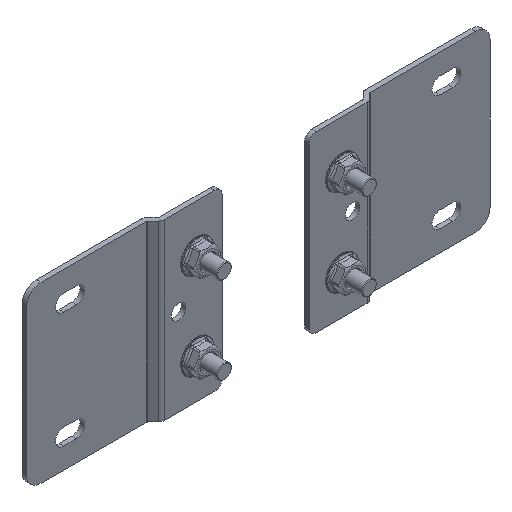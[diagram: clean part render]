
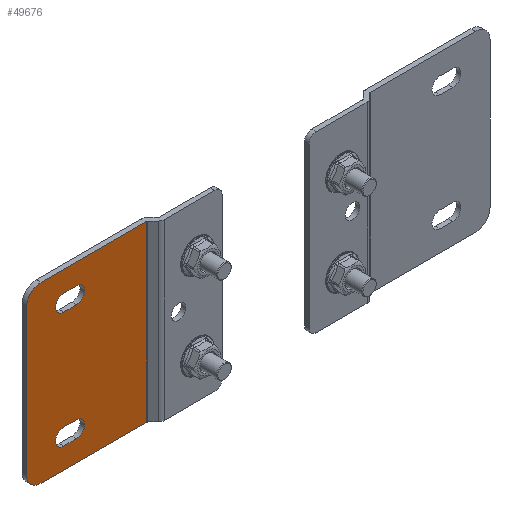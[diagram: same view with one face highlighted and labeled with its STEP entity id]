
A CAD part, isometric view. The second image highlights one B-rep face of the part: STEP entity #49676.
In plain terms, the highlighted planar face has unit normal (0, -1, 0).
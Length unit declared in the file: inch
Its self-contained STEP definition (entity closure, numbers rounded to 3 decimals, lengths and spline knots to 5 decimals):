
#46 = EDGE_CURVE ( 'NONE', #54812, #10713, #10729, .T. ) ;
#192 = CARTESIAN_POINT ( 'NONE',  ( -4.1045, 0.125, 1. ) ) ;
#225 = PLANE ( 'NONE',  #49623 ) ;
#771 = CIRCLE ( 'NONE', #29816, 0.1405 ) ;
#805 = LINE ( 'NONE', #51288, #62816 ) ;
#845 = VERTEX_POINT ( 'NONE', #80533 ) ;
#3402 = DIRECTION ( 'NONE',  ( 0., 0., 1. ) ) ;
#4078 = CARTESIAN_POINT ( 'NONE',  ( -2.67636, 0.125, -1.5 ) ) ;
#4203 = EDGE_CURVE ( 'NONE', #23061, #63545, #35699, .T. ) ;
#4223 = EDGE_LOOP ( 'NONE', ( #33013, #73452, #80850, #76338 ) ) ;
#4542 = DIRECTION ( 'NONE',  ( 0., 1., 0. ) ) ;
#4600 = CARTESIAN_POINT ( 'NONE',  ( -4.495, 0.125, -1.5 ) ) ;
#6003 = FACE_OUTER_BOUND ( 'NONE', #33375, .T. ) ;
#7662 = DIRECTION ( 'NONE',  ( 0., 0., 1. ) ) ;
#8434 = EDGE_CURVE ( 'NONE', #52816, #34185, #57934, .T. ) ;
#9751 = DIRECTION ( 'NONE',  ( -1., 0., 0. ) ) ;
#10389 = CARTESIAN_POINT ( 'NONE',  ( -3.8855, 0.125, 1. ) ) ;
#10713 = VERTEX_POINT ( 'NONE', #10961 ) ;
#10729 = LINE ( 'NONE', #4078, #75099 ) ;
#10904 = VERTEX_POINT ( 'NONE', #57033 ) ;
#10961 = CARTESIAN_POINT ( 'NONE',  ( -2.67636, 0.125, -1.5 ) ) ;
#12614 = EDGE_CURVE ( 'NONE', #52109, #39850, #77994, .T. ) ;
#12749 = DIRECTION ( 'NONE',  ( 0., -1., 0. ) ) ;
#13015 = VECTOR ( 'NONE', #66914, 39.37008 ) ;
#13047 = FACE_BOUND ( 'NONE', #4223, .T. ) ;
#13134 = AXIS2_PLACEMENT_3D ( 'NONE', #75151, #12749, #68941 ) ;
#13843 = AXIS2_PLACEMENT_3D ( 'NONE', #39188, #20188, #70582 ) ;
#13950 = CIRCLE ( 'NONE', #73294, 0.1405 ) ;
#15856 = CARTESIAN_POINT ( 'NONE',  ( -2.67636, 0.125, -1.5 ) ) ;
#18546 = AXIS2_PLACEMENT_3D ( 'NONE', #60792, #23955, #67356 ) ;
#19079 = EDGE_CURVE ( 'NONE', #33495, #845, #31637, .T. ) ;
#19685 = CARTESIAN_POINT ( 'NONE',  ( -2.67636, 0.125, -1.5 ) ) ;
#20153 = EDGE_CURVE ( 'NONE', #10713, #23061, #53080, .T. ) ;
#20188 = DIRECTION ( 'NONE',  ( 0., 1., 0. ) ) ;
#20474 = DIRECTION ( 'NONE',  ( 0., 0., 1. ) ) ;
#21375 = CARTESIAN_POINT ( 'NONE',  ( -4.495, 0.125, 1.5 ) ) ;
#21389 = VECTOR ( 'NONE', #50698, 39.37008 ) ;
#21906 = CARTESIAN_POINT ( 'NONE',  ( -2.67636, 0.125, -1.1405 ) ) ;
#22302 = AXIS2_PLACEMENT_3D ( 'NONE', #50339, #75919, #75523 ) ;
#23061 = VERTEX_POINT ( 'NONE', #76950 ) ;
#23477 = CARTESIAN_POINT ( 'NONE',  ( -3.8855, 0.125, -1.1405 ) ) ;
#23955 = DIRECTION ( 'NONE',  ( 0., -1., 0. ) ) ;
#26352 = CIRCLE ( 'NONE', #13134, 0.25 ) ;
#29816 = AXIS2_PLACEMENT_3D ( 'NONE', #192, #77088, #20474 ) ;
#30345 = LINE ( 'NONE', #36970, #79830 ) ;
#31541 = ORIENTED_EDGE ( 'NONE', *, *, #72739, .T. ) ;
#31619 = CARTESIAN_POINT ( 'NONE',  ( -4.1045, 0.125, 0.8595 ) ) ;
#31637 = LINE ( 'NONE', #52344, #21389 ) ;
#33013 = ORIENTED_EDGE ( 'NONE', *, *, #66512, .T. ) ;
#33054 = VECTOR ( 'NONE', #3402, 39.37008 ) ;
#33375 = EDGE_LOOP ( 'NONE', ( #68870, #73519, #61082, #43721, #69256, #41142 ) ) ;
#33495 = VERTEX_POINT ( 'NONE', #75534 ) ;
#34185 = VERTEX_POINT ( 'NONE', #51096 ) ;
#35410 = EDGE_CURVE ( 'NONE', #42014, #52816, #48341, .T. ) ;
#35699 = LINE ( 'NONE', #54722, #73245 ) ;
#36970 = CARTESIAN_POINT ( 'NONE',  ( -4.745, 0.125, -1.5 ) ) ;
#39188 = CARTESIAN_POINT ( 'NONE',  ( -3.8855, 0.125, -1. ) ) ;
#39850 = VERTEX_POINT ( 'NONE', #31619 ) ;
#40962 = ORIENTED_EDGE ( 'NONE', *, *, #65945, .T. ) ;
#41142 = ORIENTED_EDGE ( 'NONE', *, *, #54575, .T. ) ;
#42014 = VERTEX_POINT ( 'NONE', #23477 ) ;
#42020 = CARTESIAN_POINT ( 'NONE',  ( -2.67636, 0.125, 0.8595 ) ) ;
#43721 = ORIENTED_EDGE ( 'NONE', *, *, #20153, .T. ) ;
#45067 = DIRECTION ( 'NONE',  ( 1., 0., 0. ) ) ;
#46281 = EDGE_CURVE ( 'NONE', #75654, #67470, #30345, .T. ) ;
#48341 = LINE ( 'NONE', #21906, #13015 ) ;
#49623 = AXIS2_PLACEMENT_3D ( 'NONE', #19685, #70078, #7662 ) ;
#49676 = ADVANCED_FACE ( 'NONE', ( #77114, #13047, #6003 ), #225, .T. ) ;
#50339 = CARTESIAN_POINT ( 'NONE',  ( -4.1045, 0.125, -1. ) ) ;
#50698 = DIRECTION ( 'NONE',  ( 1., 0., 0. ) ) ;
#51096 = CARTESIAN_POINT ( 'NONE',  ( -4.1045, 0.125, -0.8595 ) ) ;
#51288 = CARTESIAN_POINT ( 'NONE',  ( -2.67636, 0.125, -0.8595 ) ) ;
#52109 = VERTEX_POINT ( 'NONE', #53257 ) ;
#52344 = CARTESIAN_POINT ( 'NONE',  ( -2.67636, 0.125, 1.1405 ) ) ;
#52816 = VERTEX_POINT ( 'NONE', #60775 ) ;
#53080 = LINE ( 'NONE', #15856, #33054 ) ;
#53257 = CARTESIAN_POINT ( 'NONE',  ( -3.8855, 0.125, 0.8595 ) ) ;
#54567 = ORIENTED_EDGE ( 'NONE', *, *, #8434, .T. ) ;
#54575 = EDGE_CURVE ( 'NONE', #63545, #75654, #26352, .T. ) ;
#54722 = CARTESIAN_POINT ( 'NONE',  ( -2.67636, 0.125, 1.5 ) ) ;
#54812 = VERTEX_POINT ( 'NONE', #4600 ) ;
#55594 = DIRECTION ( 'NONE',  ( 0., 0., -1. ) ) ;
#57033 = CARTESIAN_POINT ( 'NONE',  ( -3.8855, 0.125, -0.8595 ) ) ;
#57847 = CARTESIAN_POINT ( 'NONE',  ( -4.745, 0.125, 1.25 ) ) ;
#57934 = CIRCLE ( 'NONE', #22302, 0.1405 ) ;
#59643 = DIRECTION ( 'NONE',  ( 0., 0., 1. ) ) ;
#60775 = CARTESIAN_POINT ( 'NONE',  ( -4.1045, 0.125, -1.1405 ) ) ;
#60792 = CARTESIAN_POINT ( 'NONE',  ( -4.495, 0.125, -1.25 ) ) ;
#61082 = ORIENTED_EDGE ( 'NONE', *, *, #46, .T. ) ;
#61119 = VECTOR ( 'NONE', #9751, 39.37008 ) ;
#62816 = VECTOR ( 'NONE', #45067, 39.37008 ) ;
#63545 = VERTEX_POINT ( 'NONE', #21375 ) ;
#65380 = CIRCLE ( 'NONE', #13843, 0.1405 ) ;
#65678 = EDGE_CURVE ( 'NONE', #845, #52109, #13950, .T. ) ;
#65945 = EDGE_CURVE ( 'NONE', #34185, #10904, #805, .T. ) ;
#66512 = EDGE_CURVE ( 'NONE', #39850, #33495, #771, .T. ) ;
#66528 = DIRECTION ( 'NONE',  ( 1., 0., 0. ) ) ;
#66914 = DIRECTION ( 'NONE',  ( -1., 0., 0. ) ) ;
#67316 = EDGE_LOOP ( 'NONE', ( #54567, #40962, #31541, #79550 ) ) ;
#67356 = DIRECTION ( 'NONE',  ( 0., 0., 1. ) ) ;
#67470 = VERTEX_POINT ( 'NONE', #72384 ) ;
#68659 = CIRCLE ( 'NONE', #18546, 0.25 ) ;
#68870 = ORIENTED_EDGE ( 'NONE', *, *, #46281, .T. ) ;
#68941 = DIRECTION ( 'NONE',  ( 0., 0., 1. ) ) ;
#69256 = ORIENTED_EDGE ( 'NONE', *, *, #4203, .T. ) ;
#70078 = DIRECTION ( 'NONE',  ( 0., -1., 0. ) ) ;
#70582 = DIRECTION ( 'NONE',  ( 0., 0., 1. ) ) ;
#72384 = CARTESIAN_POINT ( 'NONE',  ( -4.745, 0.125, -1.25 ) ) ;
#72739 = EDGE_CURVE ( 'NONE', #10904, #42014, #65380, .T. ) ;
#73245 = VECTOR ( 'NONE', #73683, 39.37008 ) ;
#73294 = AXIS2_PLACEMENT_3D ( 'NONE', #10389, #4542, #59643 ) ;
#73452 = ORIENTED_EDGE ( 'NONE', *, *, #19079, .T. ) ;
#73519 = ORIENTED_EDGE ( 'NONE', *, *, #81569, .T. ) ;
#73683 = DIRECTION ( 'NONE',  ( -1., 0., 0. ) ) ;
#75099 = VECTOR ( 'NONE', #66528, 39.37008 ) ;
#75151 = CARTESIAN_POINT ( 'NONE',  ( -4.495, 0.125, 1.25 ) ) ;
#75523 = DIRECTION ( 'NONE',  ( 0., 0., 1. ) ) ;
#75534 = CARTESIAN_POINT ( 'NONE',  ( -4.1045, 0.125, 1.1405 ) ) ;
#75654 = VERTEX_POINT ( 'NONE', #57847 ) ;
#75919 = DIRECTION ( 'NONE',  ( 0., 1., 0. ) ) ;
#76338 = ORIENTED_EDGE ( 'NONE', *, *, #12614, .T. ) ;
#76950 = CARTESIAN_POINT ( 'NONE',  ( -2.67636, 0.125, 1.5 ) ) ;
#77088 = DIRECTION ( 'NONE',  ( 0., 1., 0. ) ) ;
#77114 = FACE_BOUND ( 'NONE', #67316, .T. ) ;
#77994 = LINE ( 'NONE', #42020, #61119 ) ;
#79550 = ORIENTED_EDGE ( 'NONE', *, *, #35410, .T. ) ;
#79830 = VECTOR ( 'NONE', #55594, 39.37008 ) ;
#80533 = CARTESIAN_POINT ( 'NONE',  ( -3.8855, 0.125, 1.1405 ) ) ;
#80850 = ORIENTED_EDGE ( 'NONE', *, *, #65678, .T. ) ;
#81569 = EDGE_CURVE ( 'NONE', #67470, #54812, #68659, .T. ) ;
